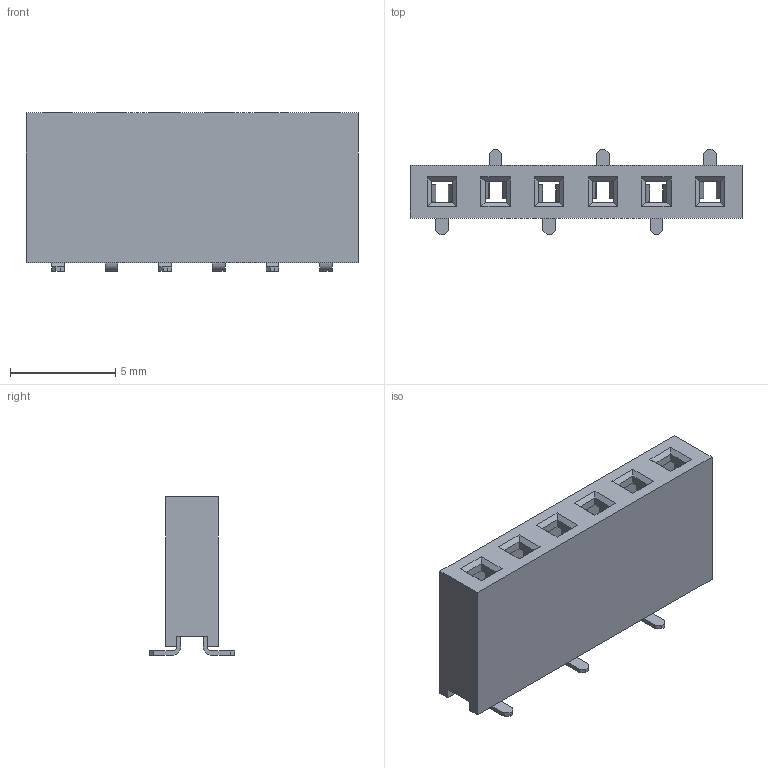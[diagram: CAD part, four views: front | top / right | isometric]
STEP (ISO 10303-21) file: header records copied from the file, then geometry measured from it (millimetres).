
FILE_DESCRIPTION(/* description */ ('Unknown'),/* implementation_level */ '2;1');
FILE_NAME(/* name */ '61000613321',/* time_stamp */ '2015-12-18T09:42:37+01:00',/* author */ ('Unknown'),/* organization */ ('Unknown'),/* preprocessor_version */ 'ST-DEVELOPER v16',/* originating_system */ 'DEX',/* authorisation */ $);
FILE_SCHEMA (('AUTOMOTIVE_DESIGN {1 0 10303 214 3 1 1}'));
Length unit declared in the file: millimetre
Products named in the file (3): 6100xx13321; 6100061xx21; 6100xx1xx21_PIN
Assembly tree (7 placements, depth 2):
  6100xx13321
    6100061xx21
    6100xx1xx21_PIN  x6
Bounding box: 15.74 x 4.05 x 7.51 mm (x, y, z)
Volume: 181.9 mm3; surface area: 866.1 mm2
Topology: 7 solids, 7 shells, 490 faces, 1332 edges, 856 vertices
Faces by surface type: plane 322, cylinder 144, bspline 24
Entity records: 4750 total; most frequent: CARTESIAN_POINT 868, ORIENTED_EDGE 804, DIRECTION 750, EDGE_CURVE 402, LINE 346, VECTOR 346, VERTEX_POINT 256, AXIS2_PLACEMENT_3D 202
